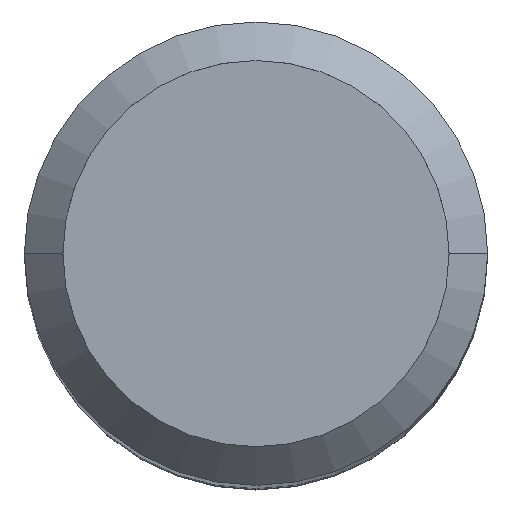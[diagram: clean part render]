
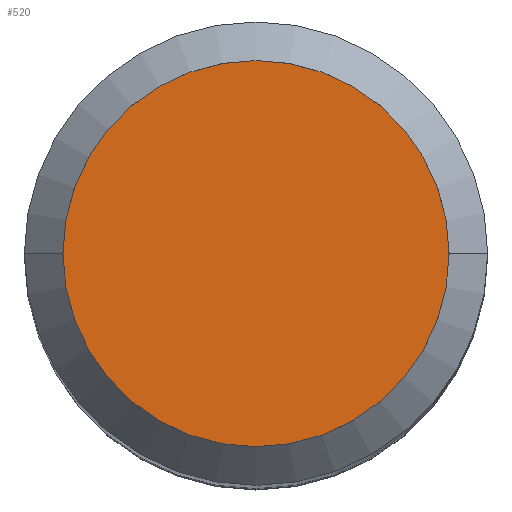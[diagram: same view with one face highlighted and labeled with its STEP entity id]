
A CAD part, top view. The second image highlights one B-rep face of the part: STEP entity #520.
In plain terms, the highlighted planar face has unit normal (0, 0, 1).
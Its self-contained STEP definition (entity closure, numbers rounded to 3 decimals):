
#470=CARTESIAN_POINT('',(5.,-0.,-0.));
#471=VERTEX_POINT('',#470);
#478=CARTESIAN_POINT('',(-5.,0.,-0.));
#479=VERTEX_POINT('',#478);
#480=CARTESIAN_POINT('',(0.,0.,-0.));
#481=DIRECTION('',(0.,-0.,1.));
#482=DIRECTION('',(-1.,0.,0.));
#483=AXIS2_PLACEMENT_3D('',#480,#481,#482);
#484=CIRCLE('',#483,5.);
#485=EDGE_CURVE('',#479,#471,#484,.T.);
#505=CARTESIAN_POINT('',(0.,5.,-0.));
#506=DIRECTION('',(0.,0.,-1.));
#507=DIRECTION('',(0.,-1.,0.));
#508=AXIS2_PLACEMENT_3D('',#505,#506,#507);
#509=PLANE('',#508);
#510=CARTESIAN_POINT('',(0.,0.,-0.));
#511=DIRECTION('',(0.,-0.,1.));
#512=DIRECTION('',(-1.,0.,0.));
#513=AXIS2_PLACEMENT_3D('',#510,#511,#512);
#514=CIRCLE('',#513,5.);
#515=EDGE_CURVE('',#471,#479,#514,.T.);
#516=ORIENTED_EDGE('',*,*,#515,.T.);
#517=ORIENTED_EDGE('',*,*,#485,.T.);
#518=EDGE_LOOP('',(#516,#517));
#519=FACE_BOUND('',#518,.T.);
#520=ADVANCED_FACE('',(#519),#509,.F.);
